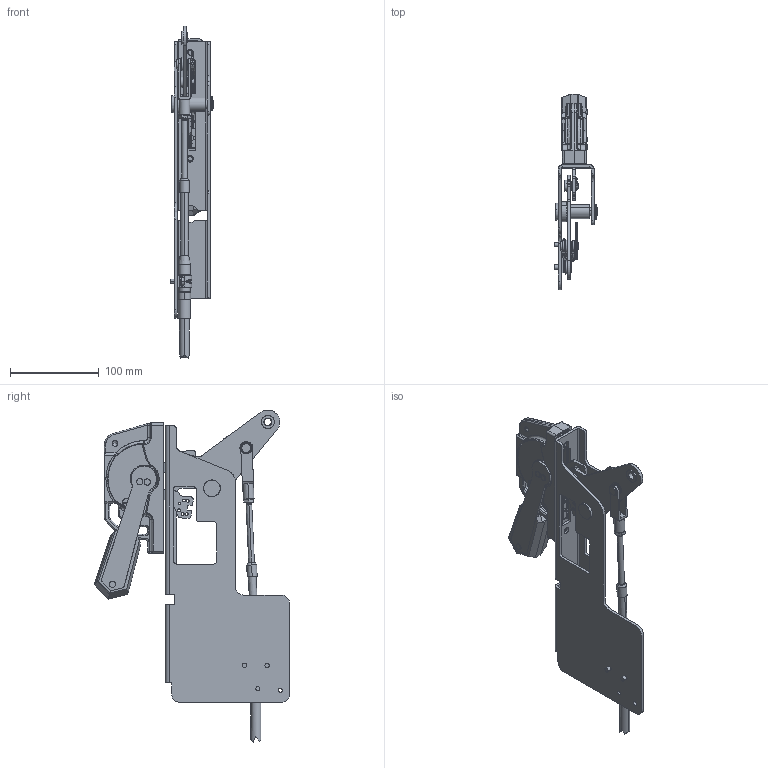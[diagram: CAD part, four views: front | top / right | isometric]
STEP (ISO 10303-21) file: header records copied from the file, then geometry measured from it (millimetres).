
FILE_DESCRIPTION((''),'2;1');
FILE_NAME('2TSE730003P1081','2017-03-09T',('USLAWIL2'),(''),'CREO PARAMETRIC BY PTC INC, 2015290','CREO PARAMETRIC BY PTC INC, 2015290','');
FILE_SCHEMA(('CONFIG_CONTROL_DESIGN'));
Products named in the file (1): 2TSE730003P1081
Bounding box: 49.34 x 219.77 x 373.36 mm (x, y, z)
Surface area: 190085.7 mm2 (no closed solid volume)
Topology: 0 solids, 1149 shells, 1149 faces, 5700 edges, 5692 vertices
Faces by surface type: plane 391, cylinder 359, bspline 127, extrusion 111, torus 98, cone 53, sphere 10
Entity records: 77454 total; most frequent: CARTESIAN_POINT 37025, DIRECTION 6801, VERTEX_POINT 5692, ORIENTED_EDGE 5692, EDGE_CURVE 5692, VECTOR 2785, LINE 2674, B_SPLINE_CURVE_WITH_KNOTS 2032
